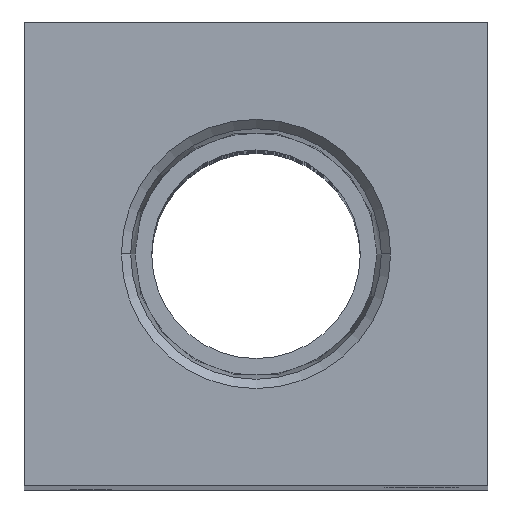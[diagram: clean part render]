
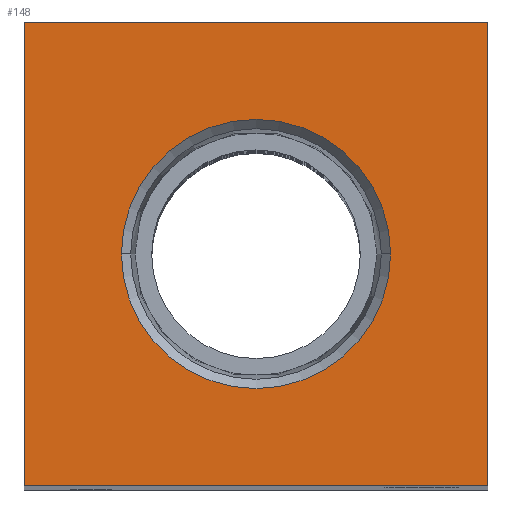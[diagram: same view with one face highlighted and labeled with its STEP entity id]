
A CAD part, top view. The second image highlights one B-rep face of the part: STEP entity #148.
In plain terms, the highlighted planar face has unit normal (0, 0, 1).
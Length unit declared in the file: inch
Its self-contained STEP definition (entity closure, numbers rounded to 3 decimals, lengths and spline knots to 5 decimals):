
#2 = VERTEX_POINT ( 'NONE', #1815 ) ;
#40 = EDGE_LOOP ( 'NONE', ( #867, #1427, #1858, #2210 ) ) ;
#52 = EDGE_CURVE ( 'NONE', #2285, #1254, #156, .T. ) ;
#61 = VERTEX_POINT ( 'NONE', #1772 ) ;
#69 = CARTESIAN_POINT ( 'NONE',  ( -0.625, -0.625, 3.125 ) ) ;
#148 = ADVANCED_FACE ( 'NONE', ( #668, #917 ), #1252, .T. ) ;
#152 = LINE ( 'NONE', #1246, #1172 ) ;
#156 = CIRCLE ( 'NONE', #1735, 0.3626 ) ;
#244 = EDGE_CURVE ( 'NONE', #61, #565, #974, .T. ) ;
#283 = LINE ( 'NONE', #1633, #1883 ) ;
#390 = DIRECTION ( 'NONE',  ( 0., 1., 0. ) ) ;
#400 = DIRECTION ( 'NONE',  ( -1., 0., 0. ) ) ;
#406 = LINE ( 'NONE', #1805, #1941 ) ;
#533 = CARTESIAN_POINT ( 'NONE',  ( -0.3626, 0., 3.125 ) ) ;
#565 = VERTEX_POINT ( 'NONE', #69 ) ;
#584 = VECTOR ( 'NONE', #822, 39.37008 ) ;
#668 = FACE_BOUND ( 'NONE', #1413, .T. ) ;
#737 = ORIENTED_EDGE ( 'NONE', *, *, #52, .F. ) ;
#786 = CARTESIAN_POINT ( 'NONE',  ( 0.3626, 0., 3.125 ) ) ;
#789 = DIRECTION ( 'NONE',  ( 0., 0., 1. ) ) ;
#822 = DIRECTION ( 'NONE',  ( 0., -1., 0. ) ) ;
#867 = ORIENTED_EDGE ( 'NONE', *, *, #244, .T. ) ;
#917 = FACE_OUTER_BOUND ( 'NONE', #40, .T. ) ;
#926 = CARTESIAN_POINT ( 'NONE',  ( -0.625, -0.625, 3.125 ) ) ;
#974 = LINE ( 'NONE', #926, #584 ) ;
#995 = AXIS2_PLACEMENT_3D ( 'NONE', #1980, #789, #2160 ) ;
#1016 = DIRECTION ( 'NONE',  ( 1., 0., 0. ) ) ;
#1022 = DIRECTION ( 'NONE',  ( 0., 0., 1. ) ) ;
#1041 = CARTESIAN_POINT ( 'NONE',  ( 0., 0., 3.125 ) ) ;
#1134 = AXIS2_PLACEMENT_3D ( 'NONE', #1041, #1022, #1016 ) ;
#1172 = VECTOR ( 'NONE', #1235, 39.37008 ) ;
#1235 = DIRECTION ( 'NONE',  ( 1., 0., 0. ) ) ;
#1246 = CARTESIAN_POINT ( 'NONE',  ( 0.625, -0.625, 3.125 ) ) ;
#1252 = PLANE ( 'NONE',  #1134 ) ;
#1254 = VERTEX_POINT ( 'NONE', #533 ) ;
#1390 = EDGE_CURVE ( 'NONE', #565, #2121, #152, .T. ) ;
#1413 = EDGE_LOOP ( 'NONE', ( #737, #1755 ) ) ;
#1427 = ORIENTED_EDGE ( 'NONE', *, *, #1390, .T. ) ;
#1633 = CARTESIAN_POINT ( 'NONE',  ( 0.625, 0.625, 3.125 ) ) ;
#1735 = AXIS2_PLACEMENT_3D ( 'NONE', #1749, #1744, #1736 ) ;
#1736 = DIRECTION ( 'NONE',  ( 1., 0., 0. ) ) ;
#1744 = DIRECTION ( 'NONE',  ( 0., 0., 1. ) ) ;
#1749 = CARTESIAN_POINT ( 'NONE',  ( 0., 0., 3.125 ) ) ;
#1755 = ORIENTED_EDGE ( 'NONE', *, *, #1888, .F. ) ;
#1772 = CARTESIAN_POINT ( 'NONE',  ( -0.625, 0.625, 3.125 ) ) ;
#1805 = CARTESIAN_POINT ( 'NONE',  ( 0.625, -0.625, 3.125 ) ) ;
#1815 = CARTESIAN_POINT ( 'NONE',  ( 0.625, 0.625, 3.125 ) ) ;
#1858 = ORIENTED_EDGE ( 'NONE', *, *, #2306, .T. ) ;
#1883 = VECTOR ( 'NONE', #400, 39.37008 ) ;
#1888 = EDGE_CURVE ( 'NONE', #1254, #2285, #2452, .T. ) ;
#1923 = EDGE_CURVE ( 'NONE', #2, #61, #283, .T. ) ;
#1941 = VECTOR ( 'NONE', #390, 39.37008 ) ;
#1980 = CARTESIAN_POINT ( 'NONE',  ( 0., 0., 3.125 ) ) ;
#2121 = VERTEX_POINT ( 'NONE', #2272 ) ;
#2160 = DIRECTION ( 'NONE',  ( 1., 0., 0. ) ) ;
#2210 = ORIENTED_EDGE ( 'NONE', *, *, #1923, .T. ) ;
#2272 = CARTESIAN_POINT ( 'NONE',  ( 0.625, -0.625, 3.125 ) ) ;
#2285 = VERTEX_POINT ( 'NONE', #786 ) ;
#2306 = EDGE_CURVE ( 'NONE', #2121, #2, #406, .T. ) ;
#2452 = CIRCLE ( 'NONE', #995, 0.3626 ) ;
